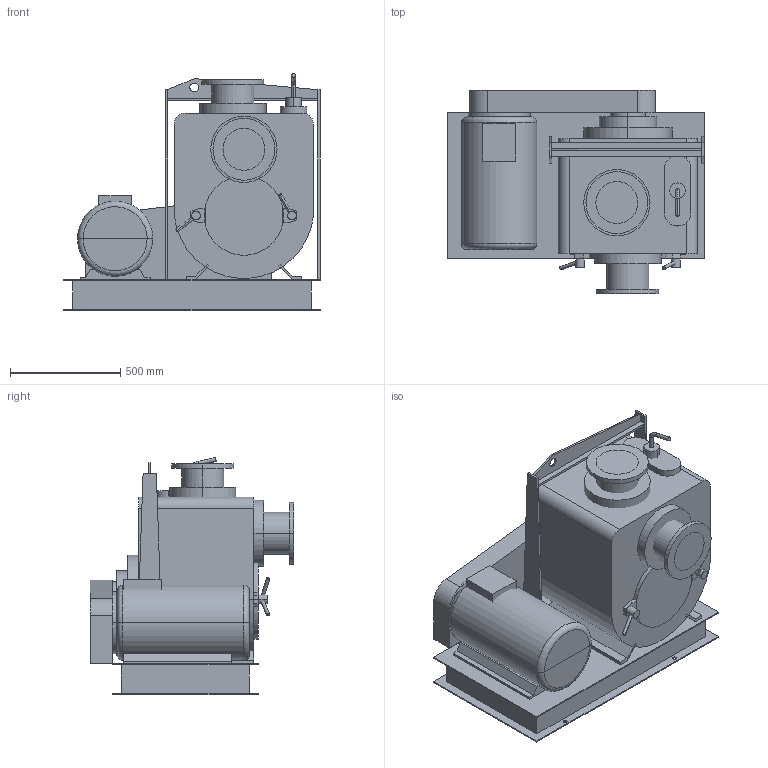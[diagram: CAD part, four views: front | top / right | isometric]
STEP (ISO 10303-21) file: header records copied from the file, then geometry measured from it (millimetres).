
FILE_DESCRIPTION(/* description */ (''),/* implementation_level */ '2;1');
FILE_NAME(/* name */ 'Насос Иртыш НС2 150-310-310-7,5-6-600_Q=120м3-ч.stp',/* time_stamp */ '2024-11-11T14:02:32+03:00',/* author */ ('a.zyazeva'),/* organization */ (''),/* preprocessor_version */ 'ST-DEVELOPER v18.1',/* originating_system */ 'Autodesk Inventor 2022',/* authorisation */ '');
FILE_SCHEMA (('AUTOMOTIVE_DESIGN { 1 0 10303 214 3 1 1 }'));
Length unit declared in the file: millimetre
Products named in the file (1): Насос Иртыш НС2
 150-310-310-7,5-6-600_Q=120м3-ч
Bounding box: 1160 x 920 x 1073.32 mm (x, y, z)
Volume: 492899080.4 mm3; surface area: 9818031.5 mm2
Topology: 29 solids, 29 shells, 213 faces, 433 edges, 276 vertices
Faces by surface type: plane 148, cylinder 55, torus 6, cone 4
Entity records: 6115 total; most frequent: CARTESIAN_POINT 1560, DIRECTION 937, ORIENTED_EDGE 858, EDGE_CURVE 429, AXIS2_PLACEMENT_3D 316, LINE 305, VECTOR 305, VERTEX_POINT 276
